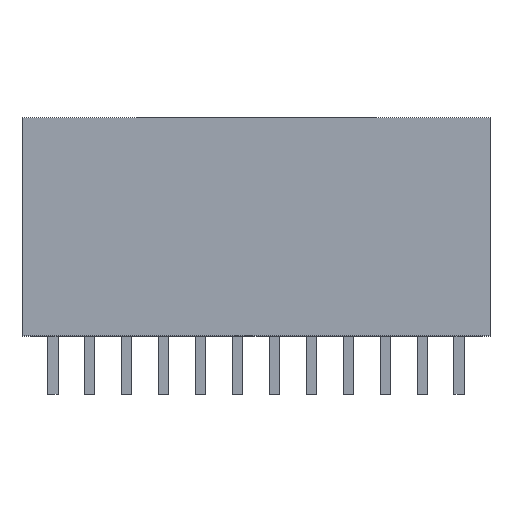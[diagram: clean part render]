
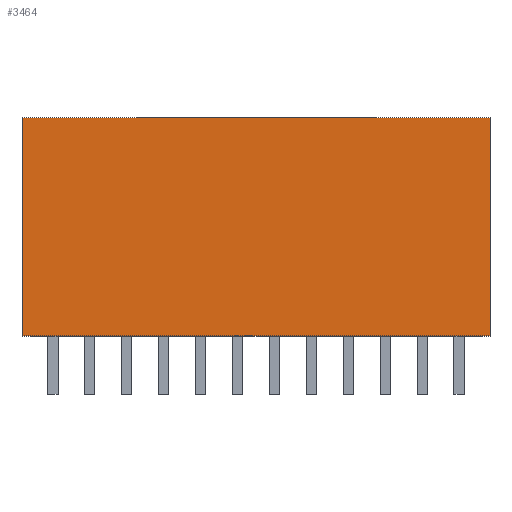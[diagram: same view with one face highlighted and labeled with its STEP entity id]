
A CAD part, top view. The second image highlights one B-rep face of the part: STEP entity #3464.
In plain terms, the highlighted planar face has unit normal (0, 0, 1).
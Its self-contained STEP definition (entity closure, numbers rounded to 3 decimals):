
#3040 = VERTEX_POINT('',#3041);
#3041 = CARTESIAN_POINT('',(-16.1,15.,4.55));
#3049 = EDGE_CURVE('',#3050,#3040,#3052,.T.);
#3050 = VERTEX_POINT('',#3051);
#3051 = CARTESIAN_POINT('',(16.1,15.,4.55));
#3052 = LINE('',#3053,#3054);
#3053 = CARTESIAN_POINT('',(-16.1,15.,4.55));
#3054 = VECTOR('',#3055,1.);
#3055 = DIRECTION('',(-1.,0.,0.));
#3376 = VERTEX_POINT('',#3377);
#3377 = CARTESIAN_POINT('',(-16.1,0.,4.55));
#3383 = EDGE_CURVE('',#3040,#3376,#3384,.T.);
#3384 = LINE('',#3385,#3386);
#3385 = CARTESIAN_POINT('',(-16.1,0.,4.55));
#3386 = VECTOR('',#3387,1.);
#3387 = DIRECTION('',(0.,-1.,0.));
#3422 = EDGE_CURVE('',#3423,#3050,#3425,.T.);
#3423 = VERTEX_POINT('',#3424);
#3424 = CARTESIAN_POINT('',(16.1,0.,4.55));
#3425 = LINE('',#3426,#3427);
#3426 = CARTESIAN_POINT('',(16.1,15.,4.55));
#3427 = VECTOR('',#3428,1.);
#3428 = DIRECTION('',(0.,1.,0.));
#3452 = EDGE_CURVE('',#3376,#3423,#3453,.T.);
#3453 = LINE('',#3454,#3455);
#3454 = CARTESIAN_POINT('',(16.1,0.,4.55));
#3455 = VECTOR('',#3456,1.);
#3456 = DIRECTION('',(1.,0.,0.));
#3464 = ADVANCED_FACE('',(#3465),#3471,.T.);
#3465 = FACE_BOUND('',#3466,.T.);
#3466 = EDGE_LOOP('',(#3467,#3468,#3469,#3470));
#3467 = ORIENTED_EDGE('',*,*,#3452,.T.);
#3468 = ORIENTED_EDGE('',*,*,#3422,.T.);
#3469 = ORIENTED_EDGE('',*,*,#3049,.T.);
#3470 = ORIENTED_EDGE('',*,*,#3383,.T.);
#3471 = PLANE('',#3472);
#3472 = AXIS2_PLACEMENT_3D('',#3473,#3474,#3475);
#3473 = CARTESIAN_POINT('',(0.,7.5,4.55));
#3474 = DIRECTION('',(0.,0.,1.));
#3475 = DIRECTION('',(1.,0.,-0.));
